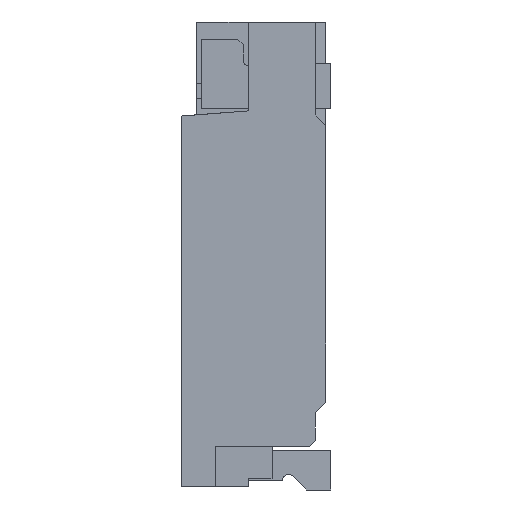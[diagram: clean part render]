
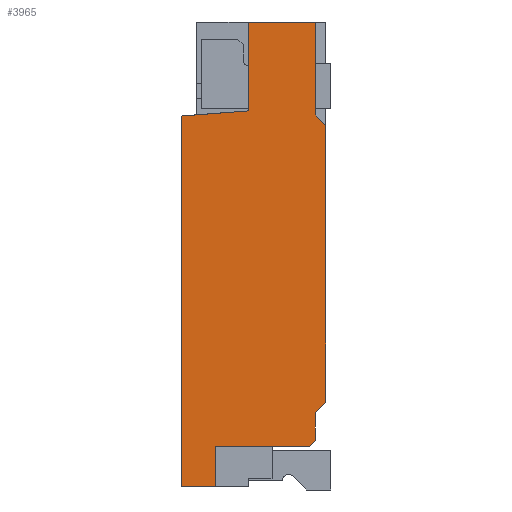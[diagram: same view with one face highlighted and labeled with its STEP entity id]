
A CAD part, left-side view. The second image highlights one B-rep face of the part: STEP entity #3965.
In plain terms, the highlighted planar face has unit normal (-1, 0, 0).
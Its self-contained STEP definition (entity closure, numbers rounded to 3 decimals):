
#30 = VECTOR ( 'NONE', #3472, 1000. ) ;
#74 = CARTESIAN_POINT ( 'NONE',  ( -3.3, 0.05, 3.34 ) ) ;
#139 = CARTESIAN_POINT ( 'NONE',  ( -3.3, 1.12, 0.23 ) ) ;
#169 = CARTESIAN_POINT ( 'NONE',  ( -3.3, 1.45, 3.43 ) ) ;
#180 = DIRECTION ( 'NONE',  ( 0., -0.707, 0.707 ) ) ;
#211 = DIRECTION ( 'NONE',  ( 0., 0., 1. ) ) ;
#265 = VERTEX_POINT ( 'NONE', #139 ) ;
#338 = ORIENTED_EDGE ( 'NONE', *, *, #1530, .T. ) ;
#386 = VECTOR ( 'NONE', #3779, 1000. ) ;
#427 = ORIENTED_EDGE ( 'NONE', *, *, #4435, .T. ) ;
#487 = LINE ( 'NONE', #534, #7878 ) ;
#503 = DIRECTION ( 'NONE',  ( 0., -0.707, 0.707 ) ) ;
#534 = CARTESIAN_POINT ( 'NONE',  ( -3.3, 0.15, 4.34 ) ) ;
#542 = CARTESIAN_POINT ( 'NONE',  ( -3.3, 0.15, 3.44 ) ) ;
#709 = EDGE_CURVE ( 'NONE', #2435, #4352, #4424, .T. ) ;
#907 = VERTEX_POINT ( 'NONE', #5103 ) ;
#913 = VERTEX_POINT ( 'NONE', #1014 ) ;
#1014 = CARTESIAN_POINT ( 'NONE',  ( -3.3, 0.8, 3.48 ) ) ;
#1190 = VECTOR ( 'NONE', #1294, 1000. ) ;
#1294 = DIRECTION ( 'NONE',  ( 0., -0.997, 0.077 ) ) ;
#1382 = VERTEX_POINT ( 'NONE', #74 ) ;
#1487 = ORIENTED_EDGE ( 'NONE', *, *, #4265, .F. ) ;
#1530 = EDGE_CURVE ( 'NONE', #1382, #3874, #4714, .T. ) ;
#1544 = ORIENTED_EDGE ( 'NONE', *, *, #1634, .T. ) ;
#1547 = ORIENTED_EDGE ( 'NONE', *, *, #4606, .F. ) ;
#1634 = EDGE_CURVE ( 'NONE', #4098, #2435, #3524, .T. ) ;
#1815 = CARTESIAN_POINT ( 'NONE',  ( -3.3, 0.05, 3.34 ) ) ;
#1914 = CARTESIAN_POINT ( 'NONE',  ( -3.3, 1.12, 0.23 ) ) ;
#2204 = ORIENTED_EDGE ( 'NONE', *, *, #4390, .T. ) ;
#2383 = CARTESIAN_POINT ( 'NONE',  ( -3.3, 1.45, -0.16 ) ) ;
#2393 = ORIENTED_EDGE ( 'NONE', *, *, #6239, .T. ) ;
#2404 = VECTOR ( 'NONE', #2626, 1000. ) ;
#2435 = VERTEX_POINT ( 'NONE', #7753 ) ;
#2523 = FACE_OUTER_BOUND ( 'NONE', #5114, .T. ) ;
#2558 = EDGE_CURVE ( 'NONE', #4352, #4131, #3723, .T. ) ;
#2560 = DIRECTION ( 'NONE',  ( -1., 0., 0. ) ) ;
#2596 = ORIENTED_EDGE ( 'NONE', *, *, #709, .T. ) ;
#2626 = DIRECTION ( 'NONE',  ( 0., 0., -1. ) ) ;
#2642 = DIRECTION ( 'NONE',  ( 0., -1., 0. ) ) ;
#2764 = VECTOR ( 'NONE', #211, 1000. ) ;
#2921 = DIRECTION ( 'NONE',  ( 0., 0., -1. ) ) ;
#3074 = CARTESIAN_POINT ( 'NONE',  ( -3.3, 0.8, 4.34 ) ) ;
#3080 = CARTESIAN_POINT ( 'NONE',  ( -3.3, 1.45, -0.16 ) ) ;
#3111 = DIRECTION ( 'NONE',  ( 0., 0., 1. ) ) ;
#3238 = LINE ( 'NONE', #5657, #6214 ) ;
#3272 = VECTOR ( 'NONE', #7829, 1000. ) ;
#3472 = DIRECTION ( 'NONE',  ( 0., 0., 1. ) ) ;
#3524 = LINE ( 'NONE', #5936, #7865 ) ;
#3723 = LINE ( 'NONE', #5623, #4305 ) ;
#3765 = CARTESIAN_POINT ( 'NONE',  ( -3.3, 0.8, 4.34 ) ) ;
#3779 = DIRECTION ( 'NONE',  ( 0., -1., 0. ) ) ;
#3874 = VERTEX_POINT ( 'NONE', #542 ) ;
#3915 = ORIENTED_EDGE ( 'NONE', *, *, #7760, .F. ) ;
#3965 = ADVANCED_FACE ( 'NONE', ( #2523 ), #6275, .T. ) ;
#3969 = ORIENTED_EDGE ( 'NONE', *, *, #2558, .T. ) ;
#4000 = VERTEX_POINT ( 'NONE', #169 ) ;
#4098 = VERTEX_POINT ( 'NONE', #7699 ) ;
#4131 = VERTEX_POINT ( 'NONE', #5179 ) ;
#4265 = EDGE_CURVE ( 'NONE', #5931, #3874, #487, .T. ) ;
#4287 = EDGE_CURVE ( 'NONE', #5331, #265, #7131, .T. ) ;
#4305 = VECTOR ( 'NONE', #180, 1000. ) ;
#4310 = VECTOR ( 'NONE', #7817, 1000. ) ;
#4352 = VERTEX_POINT ( 'NONE', #7398 ) ;
#4390 = EDGE_CURVE ( 'NONE', #4432, #913, #4892, .T. ) ;
#4424 = LINE ( 'NONE', #6798, #2764 ) ;
#4432 = VERTEX_POINT ( 'NONE', #3074 ) ;
#4435 = EDGE_CURVE ( 'NONE', #265, #4098, #6118, .T. ) ;
#4440 = LINE ( 'NONE', #3765, #7254 ) ;
#4512 = ORIENTED_EDGE ( 'NONE', *, *, #5701, .F. ) ;
#4606 = EDGE_CURVE ( 'NONE', #907, #4000, #6141, .T. ) ;
#4698 = LINE ( 'NONE', #5845, #30 ) ;
#4714 = LINE ( 'NONE', #1815, #3272 ) ;
#4880 = EDGE_CURVE ( 'NONE', #907, #5331, #3238, .T. ) ;
#4892 = LINE ( 'NONE', #6079, #2404 ) ;
#5103 = CARTESIAN_POINT ( 'NONE',  ( -3.3, 1.45, -0.16 ) ) ;
#5114 = EDGE_LOOP ( 'NONE', ( #1547, #5731, #5735, #427, #1544, #2596, #3969, #2393, #338, #1487, #4512, #2204, #3915 ) ) ;
#5179 = CARTESIAN_POINT ( 'NONE',  ( -3.3, 0.05, 0.66 ) ) ;
#5331 = VERTEX_POINT ( 'NONE', #6152 ) ;
#5385 = CARTESIAN_POINT ( 'NONE',  ( -3.3, 1.12, -0.16 ) ) ;
#5574 = LINE ( 'NONE', #6724, #1190 ) ;
#5623 = CARTESIAN_POINT ( 'NONE',  ( -3.3, 0.15, 0.56 ) ) ;
#5657 = CARTESIAN_POINT ( 'NONE',  ( -3.3, 1.45, -0.16 ) ) ;
#5701 = EDGE_CURVE ( 'NONE', #4432, #5931, #4440, .T. ) ;
#5710 = AXIS2_PLACEMENT_3D ( 'NONE', #3080, #2560, #3111 ) ;
#5731 = ORIENTED_EDGE ( 'NONE', *, *, #4880, .T. ) ;
#5735 = ORIENTED_EDGE ( 'NONE', *, *, #4287, .T. ) ;
#5845 = CARTESIAN_POINT ( 'NONE',  ( -3.3, 0.05, 0.66 ) ) ;
#5931 = VERTEX_POINT ( 'NONE', #6655 ) ;
#5936 = CARTESIAN_POINT ( 'NONE',  ( -3.3, 0.21, 0.23 ) ) ;
#6074 = VECTOR ( 'NONE', #6696, 1000. ) ;
#6079 = CARTESIAN_POINT ( 'NONE',  ( -3.3, 0.8, 4.34 ) ) ;
#6118 = LINE ( 'NONE', #1914, #386 ) ;
#6141 = LINE ( 'NONE', #2383, #6074 ) ;
#6152 = CARTESIAN_POINT ( 'NONE',  ( -3.3, 1.12, -0.16 ) ) ;
#6214 = VECTOR ( 'NONE', #2642, 1000. ) ;
#6239 = EDGE_CURVE ( 'NONE', #4131, #1382, #4698, .T. ) ;
#6275 = PLANE ( 'NONE',  #5710 ) ;
#6655 = CARTESIAN_POINT ( 'NONE',  ( -3.3, 0.15, 4.34 ) ) ;
#6696 = DIRECTION ( 'NONE',  ( 0., 0., 1. ) ) ;
#6724 = CARTESIAN_POINT ( 'NONE',  ( -3.3, 1.45, 3.43 ) ) ;
#6798 = CARTESIAN_POINT ( 'NONE',  ( -3.3, 0.15, 0.29 ) ) ;
#7131 = LINE ( 'NONE', #5385, #4310 ) ;
#7254 = VECTOR ( 'NONE', #7345, 1000. ) ;
#7345 = DIRECTION ( 'NONE',  ( 0., -1., 0. ) ) ;
#7398 = CARTESIAN_POINT ( 'NONE',  ( -3.3, 0.15, 0.56 ) ) ;
#7699 = CARTESIAN_POINT ( 'NONE',  ( -3.3, 0.21, 0.23 ) ) ;
#7753 = CARTESIAN_POINT ( 'NONE',  ( -3.3, 0.15, 0.29 ) ) ;
#7760 = EDGE_CURVE ( 'NONE', #4000, #913, #5574, .T. ) ;
#7817 = DIRECTION ( 'NONE',  ( 0., 0., 1. ) ) ;
#7829 = DIRECTION ( 'NONE',  ( 0., 0.707, 0.707 ) ) ;
#7865 = VECTOR ( 'NONE', #503, 1000. ) ;
#7878 = VECTOR ( 'NONE', #2921, 1000. ) ;
